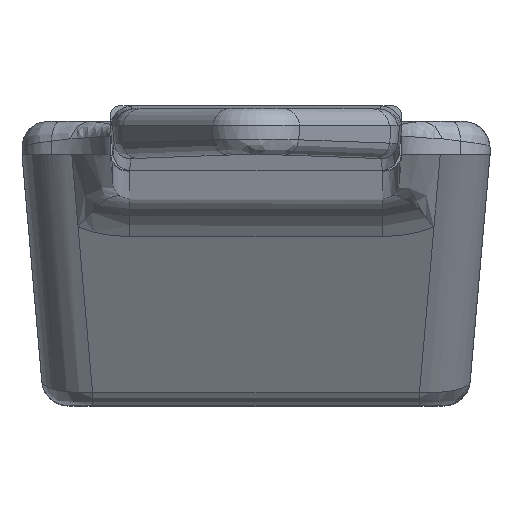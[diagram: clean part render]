
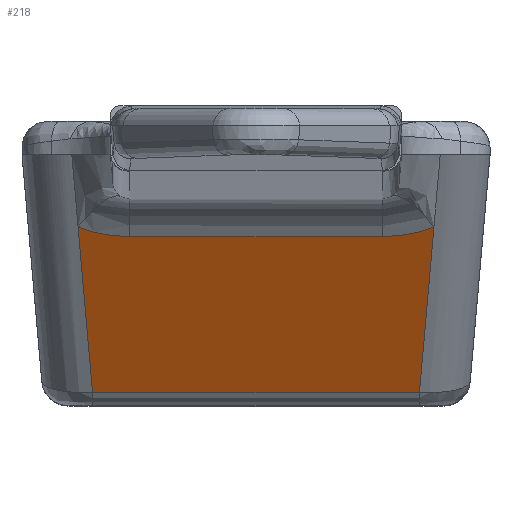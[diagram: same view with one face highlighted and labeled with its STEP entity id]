
A CAD part, top view. The second image highlights one B-rep face of the part: STEP entity #218.
In plain terms, the highlighted face is planar.
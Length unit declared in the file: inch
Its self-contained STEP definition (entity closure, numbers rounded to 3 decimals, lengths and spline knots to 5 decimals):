
#171=B_SPLINE_CURVE_WITH_KNOTS('',3,(#2745,#2746,#2747,#2748),
 .UNSPECIFIED.,.F.,.F.,(4,4),(0.,1.),.UNSPECIFIED.);
#172=B_SPLINE_CURVE_WITH_KNOTS('',3,(#2752,#2753,#2754,#2755),
 .UNSPECIFIED.,.F.,.F.,(4,4),(0.,1.),.UNSPECIFIED.);
#218=ADVANCED_FACE('',(#382),#331,.T.);
#331=PLANE('',#1994);
#382=FACE_OUTER_BOUND('',#495,.T.);
#495=EDGE_LOOP('',(#961,#962,#963,#964,#965,#966));
#653=LINE('',#2738,#800);
#654=LINE('',#2741,#801);
#655=LINE('',#2743,#802);
#656=LINE('',#2750,#803);
#800=VECTOR('',#2216,1.);
#801=VECTOR('',#2217,1.);
#802=VECTOR('',#2218,1.);
#803=VECTOR('',#2219,1.);
#961=ORIENTED_EDGE('',*,*,#1675,.T.);
#962=ORIENTED_EDGE('',*,*,#1676,.T.);
#963=ORIENTED_EDGE('',*,*,#1677,.T.);
#964=ORIENTED_EDGE('',*,*,#1678,.T.);
#965=ORIENTED_EDGE('',*,*,#1679,.T.);
#966=ORIENTED_EDGE('',*,*,#1680,.T.);
#1507=VERTEX_POINT('',#2739);
#1508=VERTEX_POINT('',#2740);
#1509=VERTEX_POINT('',#2742);
#1510=VERTEX_POINT('',#2744);
#1511=VERTEX_POINT('',#2749);
#1512=VERTEX_POINT('',#2751);
#1675=EDGE_CURVE('',#1507,#1508,#653,.T.);
#1676=EDGE_CURVE('',#1508,#1509,#654,.T.);
#1677=EDGE_CURVE('',#1509,#1510,#655,.T.);
#1678=EDGE_CURVE('',#1510,#1511,#171,.T.);
#1679=EDGE_CURVE('',#1511,#1512,#656,.T.);
#1680=EDGE_CURVE('',#1512,#1507,#172,.T.);
#1994=AXIS2_PLACEMENT_3D('',#2756,#2220,#2221);
#2216=DIRECTION('',(0.076,-0.499,0.864));
#2217=DIRECTION('',(1.,0.,0.));
#2218=DIRECTION('',(0.076,0.499,-0.864));
#2219=DIRECTION('',(-1.,0.,0.));
#2220=DIRECTION('',(0.,0.866,0.5));
#2221=DIRECTION('',(0.,-0.5,0.866));
#2738=CARTESIAN_POINT('',(0.0509,-0.22044,-0.15962));
#2739=CARTESIAN_POINT('',(0.05315,-0.23525,-0.13396));
#2740=CARTESIAN_POINT('',(0.07044,-0.34941,0.06376));
#2741=CARTESIAN_POINT('',(0.26603,-0.34941,0.06376));
#2742=CARTESIAN_POINT('',(0.46161,-0.34941,0.06376));
#2743=CARTESIAN_POINT('',(0.48116,-0.22044,-0.15962));
#2744=CARTESIAN_POINT('',(0.47891,-0.23525,-0.13396));
#2745=CARTESIAN_POINT('',(0.47891,-0.23525,-0.13396));
#2746=CARTESIAN_POINT('',(0.46025,-0.23957,-0.12648));
#2747=CARTESIAN_POINT('',(0.43971,-0.24173,-0.12274));
#2748=CARTESIAN_POINT('',(0.41732,-0.24173,-0.12274));
#2749=CARTESIAN_POINT('',(0.41732,-0.24173,-0.12274));
#2750=CARTESIAN_POINT('',(0.11474,-0.24173,-0.12274));
#2751=CARTESIAN_POINT('',(0.11474,-0.24173,-0.12274));
#2752=CARTESIAN_POINT('',(0.11474,-0.24173,-0.12274));
#2753=CARTESIAN_POINT('',(0.09234,-0.24173,-0.12274));
#2754=CARTESIAN_POINT('',(0.07181,-0.23957,-0.12648));
#2755=CARTESIAN_POINT('',(0.05315,-0.23525,-0.13396));
#2756=CARTESIAN_POINT('',(0.26603,-0.21229,-0.17374));
